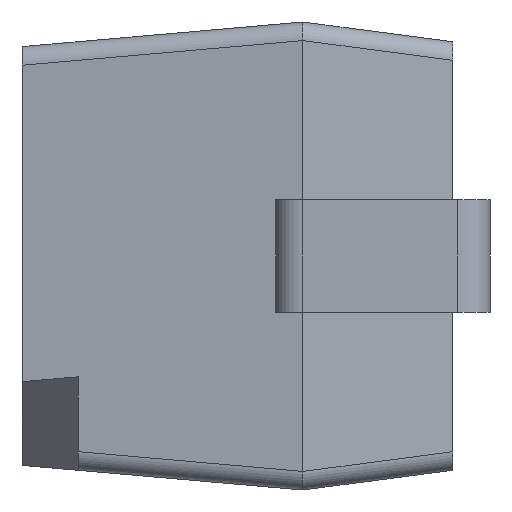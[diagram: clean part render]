
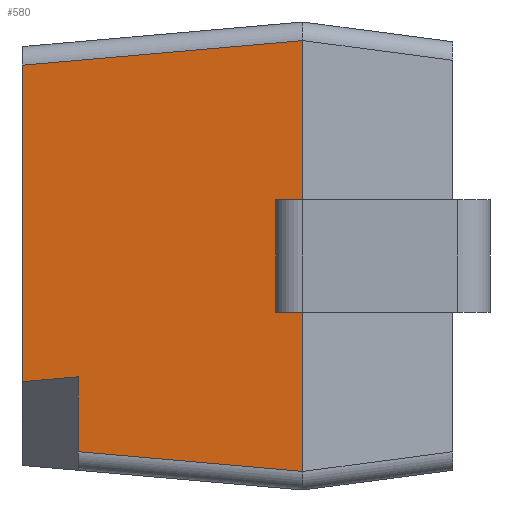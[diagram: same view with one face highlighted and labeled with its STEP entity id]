
A CAD part, left-side view. The second image highlights one B-rep face of the part: STEP entity #580.
In plain terms, the highlighted planar face has unit normal (-0.996, 0.087, 0).
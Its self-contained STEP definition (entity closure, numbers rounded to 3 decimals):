
#23 = DIRECTION ( 'NONE',  ( 0., 0., 1. ) ) ;
#48 = ORIENTED_EDGE ( 'NONE', *, *, #2398, .T. ) ;
#105 = DIRECTION ( 'NONE',  ( 0., 0., 1. ) ) ;
#209 = FACE_OUTER_BOUND ( 'NONE', #1112, .T. ) ;
#288 = VECTOR ( 'NONE', #23, 1000. ) ;
#342 = EDGE_CURVE ( 'NONE', #686, #878, #349, .T. ) ;
#345 = CARTESIAN_POINT ( 'NONE',  ( -2.701, 0.991, 1.151 ) ) ;
#349 = LINE ( 'NONE', #830, #1960 ) ;
#435 = DIRECTION ( 'NONE',  ( 0.087, 0.992, -0.087 ) ) ;
#454 = ORIENTED_EDGE ( 'NONE', *, *, #1251, .F. ) ;
#518 = AXIS2_PLACEMENT_3D ( 'NONE', #1672, #715, #2023 ) ;
#580 = ADVANCED_FACE ( 'NONE', ( #209 ), #2216, .T. ) ;
#591 = EDGE_CURVE ( 'NONE', #1257, #878, #1370, .T. ) ;
#637 = ORIENTED_EDGE ( 'NONE', *, *, #1001, .T. ) ;
#686 = VERTEX_POINT ( 'NONE', #1027 ) ;
#693 = VECTOR ( 'NONE', #1843, 1000. ) ;
#715 = DIRECTION ( 'NONE',  ( -0.996, 0.087, 0. ) ) ;
#806 = CARTESIAN_POINT ( 'NONE',  ( -2.713, 0.846, -0.527 ) ) ;
#830 = CARTESIAN_POINT ( 'NONE',  ( -2.569, 2.5, 1.25 ) ) ;
#878 = VERTEX_POINT ( 'NONE', #1788 ) ;
#959 = VERTEX_POINT ( 'NONE', #2164 ) ;
#1001 = EDGE_CURVE ( 'NONE', #1221, #959, #2155, .T. ) ;
#1027 = CARTESIAN_POINT ( 'NONE',  ( -2.569, 2.5, -0.671 ) ) ;
#1054 = ORIENTED_EDGE ( 'NONE', *, *, #1130, .F. ) ;
#1075 = VERTEX_POINT ( 'NONE', #1460 ) ;
#1112 = EDGE_LOOP ( 'NONE', ( #454, #1054, #637, #48, #1424, #1673 ) ) ;
#1130 = EDGE_CURVE ( 'NONE', #1221, #1075, #1273, .T. ) ;
#1147 = CARTESIAN_POINT ( 'NONE',  ( -2.595, 2.2, -1.045 ) ) ;
#1221 = VERTEX_POINT ( 'NONE', #1147 ) ;
#1251 = EDGE_CURVE ( 'NONE', #1075, #686, #2091, .T. ) ;
#1257 = VERTEX_POINT ( 'NONE', #1533 ) ;
#1273 = LINE ( 'NONE', #2250, #288 ) ;
#1274 = DIRECTION ( 'NONE',  ( -0.087, -0.992, -0.087 ) ) ;
#1370 = LINE ( 'NONE', #345, #693 ) ;
#1424 = ORIENTED_EDGE ( 'NONE', *, *, #591, .T. ) ;
#1453 = LINE ( 'NONE', #1806, #1833 ) ;
#1460 = CARTESIAN_POINT ( 'NONE',  ( -2.595, 2.2, -0.645 ) ) ;
#1477 = CARTESIAN_POINT ( 'NONE',  ( -2.682, 1.207, -1.132 ) ) ;
#1479 = VECTOR ( 'NONE', #435, 1000. ) ;
#1533 = CARTESIAN_POINT ( 'NONE',  ( -2.7, 1., 1.15 ) ) ;
#1672 = CARTESIAN_POINT ( 'NONE',  ( -2.7, 1., 1.25 ) ) ;
#1673 = ORIENTED_EDGE ( 'NONE', *, *, #342, .F. ) ;
#1755 = DIRECTION ( 'NONE',  ( 0., 0., 1. ) ) ;
#1783 = VECTOR ( 'NONE', #1274, 1000. ) ;
#1788 = CARTESIAN_POINT ( 'NONE',  ( -2.569, 2.5, 1.019 ) ) ;
#1806 = CARTESIAN_POINT ( 'NONE',  ( -2.7, 1., 1.25 ) ) ;
#1833 = VECTOR ( 'NONE', #105, 1000. ) ;
#1843 = DIRECTION ( 'NONE',  ( 0.087, 0.992, -0.087 ) ) ;
#1960 = VECTOR ( 'NONE', #1755, 1000. ) ;
#2023 = DIRECTION ( 'NONE',  ( -0.087, -0.996, 0. ) ) ;
#2091 = LINE ( 'NONE', #806, #1479 ) ;
#2155 = LINE ( 'NONE', #1477, #1783 ) ;
#2164 = CARTESIAN_POINT ( 'NONE',  ( -2.7, 1., -1.15 ) ) ;
#2216 = PLANE ( 'NONE',  #518 ) ;
#2250 = CARTESIAN_POINT ( 'NONE',  ( -2.595, 2.2, 1.25 ) ) ;
#2398 = EDGE_CURVE ( 'NONE', #959, #1257, #1453, .T. ) ;
